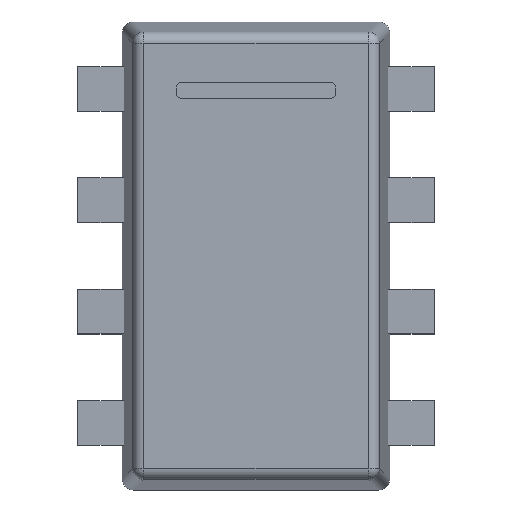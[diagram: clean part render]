
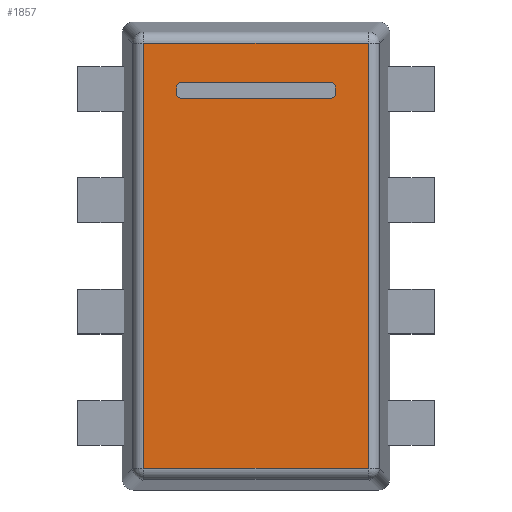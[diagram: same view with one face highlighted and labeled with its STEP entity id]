
A CAD part, top view. The second image highlights one B-rep face of the part: STEP entity #1857.
In plain terms, the highlighted face is planar.
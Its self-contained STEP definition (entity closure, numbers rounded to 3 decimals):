
#19=FACE_BOUND('',#283,.T.);
#28=CIRCLE('',#1965,0.02);
#30=CIRCLE('',#1969,0.02);
#32=CIRCLE('',#1973,0.02);
#34=CIRCLE('',#1977,0.02);
#175=FACE_OUTER_BOUND('',#282,.T.);
#282=EDGE_LOOP('',(#1585,#1586,#1587,#1588));
#283=EDGE_LOOP('',(#1589,#1590,#1591,#1592,#1593,#1594,#1595,#1596));
#402=LINE('',#2762,#630);
#407=LINE('',#2776,#635);
#411=LINE('',#2788,#639);
#415=LINE('',#2800,#643);
#510=LINE('',#3012,#738);
#511=LINE('',#3015,#739);
#512=LINE('',#3017,#740);
#513=LINE('',#3018,#741);
#630=VECTOR('',#2248,10.);
#635=VECTOR('',#2261,10.);
#639=VECTOR('',#2273,10.);
#643=VECTOR('',#2285,10.);
#738=VECTOR('',#2464,1.008);
#739=VECTOR('',#2467,1.908);
#740=VECTOR('',#2468,1.908);
#741=VECTOR('',#2469,1.008);
#826=VERTEX_POINT('',#2760);
#827=VERTEX_POINT('',#2761);
#830=VERTEX_POINT('',#2769);
#832=VERTEX_POINT('',#2775);
#834=VERTEX_POINT('',#2781);
#836=VERTEX_POINT('',#2787);
#838=VERTEX_POINT('',#2793);
#840=VERTEX_POINT('',#2799);
#914=VERTEX_POINT('',#3006);
#915=VERTEX_POINT('',#3010);
#916=VERTEX_POINT('',#3014);
#917=VERTEX_POINT('',#3016);
#1022=EDGE_CURVE('',#826,#827,#402,.T.);
#1026=EDGE_CURVE('',#830,#826,#28,.T.);
#1029=EDGE_CURVE('',#832,#830,#407,.T.);
#1032=EDGE_CURVE('',#834,#832,#30,.T.);
#1035=EDGE_CURVE('',#836,#834,#411,.T.);
#1038=EDGE_CURVE('',#838,#836,#32,.T.);
#1041=EDGE_CURVE('',#840,#838,#415,.T.);
#1044=EDGE_CURVE('',#827,#840,#34,.T.);
#1149=EDGE_CURVE('',#914,#915,#510,.T.);
#1150=EDGE_CURVE('',#916,#914,#511,.T.);
#1151=EDGE_CURVE('',#915,#917,#512,.T.);
#1152=EDGE_CURVE('',#917,#916,#513,.T.);
#1585=ORIENTED_EDGE('',*,*,#1150,.T.);
#1586=ORIENTED_EDGE('',*,*,#1149,.T.);
#1587=ORIENTED_EDGE('',*,*,#1151,.T.);
#1588=ORIENTED_EDGE('',*,*,#1152,.T.);
#1589=ORIENTED_EDGE('',*,*,#1022,.T.);
#1590=ORIENTED_EDGE('',*,*,#1044,.T.);
#1591=ORIENTED_EDGE('',*,*,#1041,.T.);
#1592=ORIENTED_EDGE('',*,*,#1038,.T.);
#1593=ORIENTED_EDGE('',*,*,#1035,.T.);
#1594=ORIENTED_EDGE('',*,*,#1032,.T.);
#1595=ORIENTED_EDGE('',*,*,#1029,.T.);
#1596=ORIENTED_EDGE('',*,*,#1026,.T.);
#1756=PLANE('',#2018);
#1857=ADVANCED_FACE('',(#175,#19),#1756,.T.);
#1965=AXIS2_PLACEMENT_3D('',#2770,#2254,#2255);
#1969=AXIS2_PLACEMENT_3D('',#2782,#2266,#2267);
#1973=AXIS2_PLACEMENT_3D('',#2794,#2278,#2279);
#1977=AXIS2_PLACEMENT_3D('',#2805,#2290,#2291);
#2018=AXIS2_PLACEMENT_3D('',#3013,#2465,#2466);
#2248=DIRECTION('',(1.,0.,0.));
#2254=DIRECTION('center_axis',(0.,-1.,0.));
#2255=DIRECTION('ref_axis',(0.,0.,-1.));
#2261=DIRECTION('',(0.,0.,-1.));
#2266=DIRECTION('center_axis',(0.,-1.,0.));
#2267=DIRECTION('ref_axis',(-1.,0.,0.));
#2273=DIRECTION('',(-1.,0.,0.));
#2278=DIRECTION('center_axis',(0.,-1.,0.));
#2279=DIRECTION('ref_axis',(0.,0.,1.));
#2285=DIRECTION('',(0.,0.,1.));
#2290=DIRECTION('center_axis',(0.,-1.,0.));
#2291=DIRECTION('ref_axis',(1.,0.,0.));
#2464=DIRECTION('',(0.,0.,1.));
#2465=DIRECTION('center_axis',(0.,1.,0.));
#2466=DIRECTION('ref_axis',(1.,0.,0.));
#2467=DIRECTION('',(-1.,0.,0.));
#2468=DIRECTION('',(1.,0.,0.));
#2469=DIRECTION('',(0.,0.,-1.));
#2760=CARTESIAN_POINT('',(0.727,0.575,-0.356));
#2761=CARTESIAN_POINT('',(0.757,0.575,-0.356));
#2762=CARTESIAN_POINT('',(0.363,0.575,-0.356));
#2769=CARTESIAN_POINT('',(0.707,0.575,-0.336));
#2770=CARTESIAN_POINT('Origin',(0.727,0.575,-0.336));
#2775=CARTESIAN_POINT('',(0.707,0.575,0.336));
#2776=CARTESIAN_POINT('',(0.707,0.575,0.168));
#2781=CARTESIAN_POINT('',(0.727,0.575,0.356));
#2782=CARTESIAN_POINT('Origin',(0.727,0.575,0.336));
#2787=CARTESIAN_POINT('',(0.757,0.575,0.356));
#2788=CARTESIAN_POINT('',(0.379,0.575,0.356));
#2793=CARTESIAN_POINT('',(0.777,0.575,0.336));
#2794=CARTESIAN_POINT('Origin',(0.757,0.575,0.336));
#2799=CARTESIAN_POINT('',(0.777,0.575,-0.336));
#2800=CARTESIAN_POINT('',(0.777,0.575,-0.168));
#2805=CARTESIAN_POINT('Origin',(0.757,0.575,-0.336));
#3006=CARTESIAN_POINT('',(-0.954,0.575,-0.504));
#3010=CARTESIAN_POINT('',(-0.954,0.575,0.504));
#3012=CARTESIAN_POINT('',(-0.954,0.575,-0.504));
#3013=CARTESIAN_POINT('Origin',(0.,0.575,0.));
#3014=CARTESIAN_POINT('',(0.954,0.575,-0.504));
#3015=CARTESIAN_POINT('',(0.954,0.575,-0.504));
#3016=CARTESIAN_POINT('',(0.954,0.575,0.504));
#3017=CARTESIAN_POINT('',(-0.954,0.575,0.504));
#3018=CARTESIAN_POINT('',(0.954,0.575,0.504));
